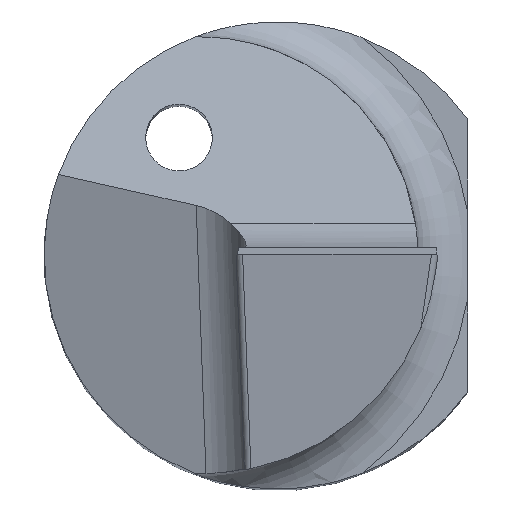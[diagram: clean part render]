
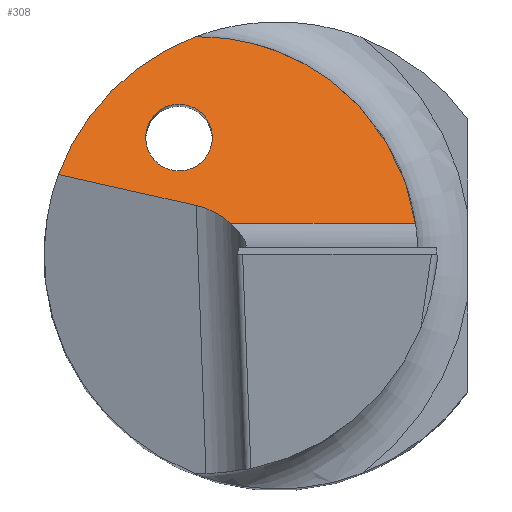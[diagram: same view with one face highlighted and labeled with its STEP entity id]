
A CAD part, top view. The second image highlights one B-rep face of the part: STEP entity #308.
In plain terms, the highlighted planar face has unit normal (0, 0.766, 0.643).
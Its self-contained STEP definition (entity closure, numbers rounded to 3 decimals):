
#4 = CARTESIAN_POINT ( 'NONE',  ( -1.236, 3.274, 16.001 ) ) ;
#10 =( BOUNDED_CURVE ( )  B_SPLINE_CURVE ( 3, ( #376, #369, #654, #727 ),
 .UNSPECIFIED., .F., .T. ) 
 B_SPLINE_CURVE_WITH_KNOTS ( ( 4, 4 ),
 ( 3.468, 4.085 ),
 .UNSPECIFIED. ) 
 CURVE ( )  GEOMETRIC_REPRESENTATION_ITEM ( )  RATIONAL_B_SPLINE_CURVE ( ( 1., 0.968, 0.968, 1. ) ) 
 REPRESENTATION_ITEM ( '' )  );
#32 = EDGE_LOOP ( 'NONE', ( #412, #425, #120, #691, #545 ) ) ;
#69 = EDGE_LOOP ( 'NONE', ( #760 ) ) ;
#80 = CARTESIAN_POINT ( 'NONE',  ( -1.478, 2.262, 17.207 ) ) ;
#88 = VECTOR ( 'NONE', #391, 1000. ) ;
#92 = VERTEX_POINT ( 'NONE', #96 ) ;
#96 = CARTESIAN_POINT ( 'NONE',  ( -1.478, 2.262, 17.207 ) ) ;
#99 = CARTESIAN_POINT ( 'NONE',  ( 4.45, -0.535, 20.54 ) ) ;
#108 = VERTEX_POINT ( 'NONE', #127 ) ;
#120 = ORIENTED_EDGE ( 'NONE', *, *, #130, .F. ) ;
#127 = CARTESIAN_POINT ( 'NONE',  ( -1.221, 0.743, 19.018 ) ) ;
#130 = EDGE_CURVE ( 'NONE', #783, #209, #215, .T. ) ;
#141 = CARTESIAN_POINT ( 'NONE',  ( 2.065, 0.474, 19.338 ) ) ;
#197 = CARTESIAN_POINT ( 'NONE',  ( 2.065, 0.474, 19.338 ) ) ;
#209 = VERTEX_POINT ( 'NONE', #816 ) ;
#215 = LINE ( 'NONE', #709, #882 ) ;
#237 = CARTESIAN_POINT ( 'NONE',  ( -3.285, 1.208, 18.464 ) ) ;
#247 = CARTESIAN_POINT ( 'NONE',  ( -2.202, 2.91, 16.435 ) ) ;
#290 = EDGE_CURVE ( 'NONE', #108, #609, #590, .T. ) ;
#293 = CARTESIAN_POINT ( 'NONE',  ( -0.478, 2.262, 17.207 ) ) ;
#308 = ADVANCED_FACE ( 'NONE', ( #851, #544 ), #556, .T. ) ;
#369 = CARTESIAN_POINT ( 'NONE',  ( -1.018, 0.697, 19.072 ) ) ;
#376 = CARTESIAN_POINT ( 'NONE',  ( -1.221, 0.743, 19.018 ) ) ;
#380 = AXIS2_PLACEMENT_3D ( 'NONE', #921, #551, #856 ) ;
#389 = CARTESIAN_POINT ( 'NONE',  ( -2.929, 2.177, 17.309 ) ) ;
#391 = DIRECTION ( 'NONE',  ( -0.944, 0.213, -0.253 ) ) ;
#402 =( BOUNDED_CURVE ( )  B_SPLINE_CURVE ( 3, ( #80, #293, #577, #869, #728, #671, #897 ),
 .UNSPECIFIED., .T., .T. ) 
 B_SPLINE_CURVE_WITH_KNOTS ( ( 4, 3, 4 ),
 ( 0., 3.142, 6.283 ),
 .UNSPECIFIED. ) 
 CURVE ( )  GEOMETRIC_REPRESENTATION_ITEM ( )  RATIONAL_B_SPLINE_CURVE ( ( 1., 0.333, 0.333, 1., 0.333, 0.333, 1. ) ) 
 REPRESENTATION_ITEM ( '' )  );
#412 = ORIENTED_EDGE ( 'NONE', *, *, #290, .F. ) ;
#423 = VERTEX_POINT ( 'NONE', #4 ) ;
#425 = ORIENTED_EDGE ( 'NONE', *, *, #839, .T. ) ;
#441 = CARTESIAN_POINT ( 'NONE',  ( 0.495, 3.307, 15.962 ) ) ;
#507 = EDGE_CURVE ( 'NONE', #783, #423, #528, .T. ) ;
#514 = CARTESIAN_POINT ( 'NONE',  ( -1.236, 3.274, 16.001 ) ) ;
#520 = EDGE_CURVE ( 'NONE', #92, #92, #402, .T. ) ;
#528 =( BOUNDED_CURVE ( )  B_SPLINE_CURVE ( 3, ( #141, #873, #441, #514 ),
 .UNSPECIFIED., .F., .T. ) 
 B_SPLINE_CURVE_WITH_KNOTS ( ( 4, 4 ),
 ( 4.858, 6.302 ),
 .UNSPECIFIED. ) 
 CURVE ( )  GEOMETRIC_REPRESENTATION_ITEM ( )  RATIONAL_B_SPLINE_CURVE ( ( 1., 0.834, 0.834, 1. ) ) 
 REPRESENTATION_ITEM ( '' )  );
#544 = FACE_OUTER_BOUND ( 'NONE', #32, .T. ) ;
#545 = ORIENTED_EDGE ( 'NONE', *, *, #637, .T. ) ;
#551 = DIRECTION ( 'NONE',  ( 0., 0.766, 0.643 ) ) ;
#556 = PLANE ( 'NONE',  #380 ) ;
#575 = DIRECTION ( 'NONE',  ( -1., 0., 0. ) ) ;
#577 = CARTESIAN_POINT ( 'NONE',  ( -0.478, 1.262, 18.399 ) ) ;
#590 = LINE ( 'NONE', #99, #88 ) ;
#596 = CARTESIAN_POINT ( 'NONE',  ( -3.285, 1.208, 18.464 ) ) ;
#609 = VERTEX_POINT ( 'NONE', #596 ) ;
#637 = EDGE_CURVE ( 'NONE', #423, #609, #755, .T. ) ;
#654 = CARTESIAN_POINT ( 'NONE',  ( -0.841, 0.605, 19.182 ) ) ;
#671 = CARTESIAN_POINT ( 'NONE',  ( -2.478, 2.262, 17.207 ) ) ;
#691 = ORIENTED_EDGE ( 'NONE', *, *, #507, .T. ) ;
#709 = CARTESIAN_POINT ( 'NONE',  ( 5., 0.474, 19.338 ) ) ;
#727 = CARTESIAN_POINT ( 'NONE',  ( -0.705, 0.474, 19.338 ) ) ;
#728 = CARTESIAN_POINT ( 'NONE',  ( -2.478, 1.262, 18.399 ) ) ;
#755 =( BOUNDED_CURVE ( )  B_SPLINE_CURVE ( 3, ( #879, #247, #389, #237 ),
 .UNSPECIFIED., .F., .T. ) 
 B_SPLINE_CURVE_WITH_KNOTS ( ( 4, 4 ),
 ( 0.361, 1.218 ),
 .UNSPECIFIED. ) 
 CURVE ( )  GEOMETRIC_REPRESENTATION_ITEM ( )  RATIONAL_B_SPLINE_CURVE ( ( 1., 0.94, 0.94, 1. ) ) 
 REPRESENTATION_ITEM ( '' )  );
#760 = ORIENTED_EDGE ( 'NONE', *, *, #520, .T. ) ;
#783 = VERTEX_POINT ( 'NONE', #197 ) ;
#816 = CARTESIAN_POINT ( 'NONE',  ( -0.705, 0.474, 19.338 ) ) ;
#839 = EDGE_CURVE ( 'NONE', #108, #209, #10, .T. ) ;
#851 = FACE_BOUND ( 'NONE', #69, .T. ) ;
#856 = DIRECTION ( 'NONE',  ( 0., -0.643, 0.766 ) ) ;
#869 = CARTESIAN_POINT ( 'NONE',  ( -1.478, 1.262, 18.399 ) ) ;
#873 = CARTESIAN_POINT ( 'NONE',  ( 1.815, 2.187, 17.296 ) ) ;
#879 = CARTESIAN_POINT ( 'NONE',  ( -1.236, 3.274, 16.001 ) ) ;
#882 = VECTOR ( 'NONE', #575, 1000. ) ;
#897 = CARTESIAN_POINT ( 'NONE',  ( -1.478, 2.262, 17.207 ) ) ;
#921 = CARTESIAN_POINT ( 'NONE',  ( 5., 0.474, 19.338 ) ) ;
